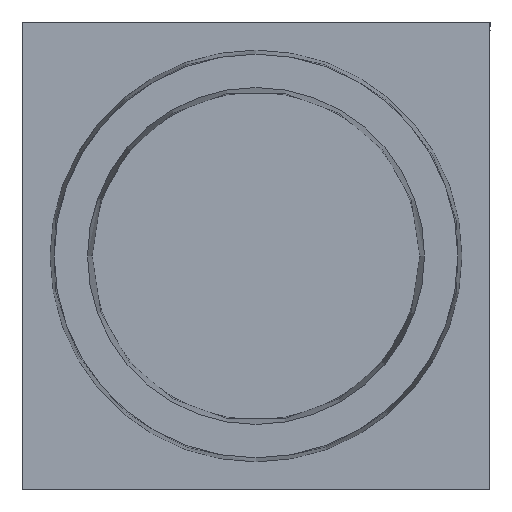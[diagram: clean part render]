
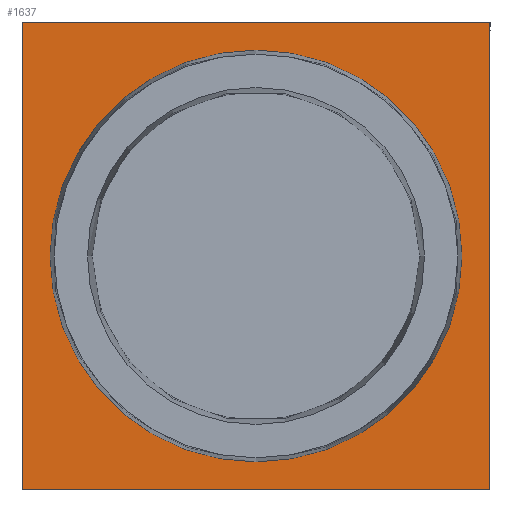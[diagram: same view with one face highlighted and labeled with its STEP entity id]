
A CAD part, front view. The second image highlights one B-rep face of the part: STEP entity #1637.
In plain terms, the highlighted planar face has unit normal (0, -1, 0).
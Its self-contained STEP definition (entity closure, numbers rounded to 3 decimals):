
#1 = DIRECTION ( 'NONE',  ( -1., 0., 0. ) ) ;
#47 = VERTEX_POINT ( 'NONE', #989 ) ;
#143 = EDGE_CURVE ( 'NONE', #207, #2725, #1139, .T. ) ;
#165 = ORIENTED_EDGE ( 'NONE', *, *, #786, .F. ) ;
#207 = VERTEX_POINT ( 'NONE', #2810 ) ;
#283 = ORIENTED_EDGE ( 'NONE', *, *, #758, .F. ) ;
#332 = ORIENTED_EDGE ( 'NONE', *, *, #2372, .T. ) ;
#404 = DIRECTION ( 'NONE',  ( 0., 0., 1. ) ) ;
#426 = CARTESIAN_POINT ( 'NONE',  ( 0., 0., -22. ) ) ;
#437 = CIRCLE ( 'NONE', #2026, 22. ) ;
#653 = CARTESIAN_POINT ( 'NONE',  ( 25., 0., 25. ) ) ;
#663 = EDGE_CURVE ( 'NONE', #2826, #207, #1295, .T. ) ;
#713 = CARTESIAN_POINT ( 'NONE',  ( 25., 0., -25. ) ) ;
#758 = EDGE_CURVE ( 'NONE', #2725, #47, #2732, .T. ) ;
#760 = EDGE_LOOP ( 'NONE', ( #3198, #165, #283, #2135 ) ) ;
#783 = DIRECTION ( 'NONE',  ( 0., 1., 0. ) ) ;
#786 = EDGE_CURVE ( 'NONE', #47, #2826, #2893, .T. ) ;
#792 = CIRCLE ( 'NONE', #2803, 22. ) ;
#872 = FACE_BOUND ( 'NONE', #2352, .T. ) ;
#961 = CARTESIAN_POINT ( 'NONE',  ( 0., 0., 0. ) ) ;
#989 = CARTESIAN_POINT ( 'NONE',  ( -25., 0., 25. ) ) ;
#1024 = VECTOR ( 'NONE', #2756, 1000. ) ;
#1042 = DIRECTION ( 'NONE',  ( 0., 0., 1. ) ) ;
#1139 = LINE ( 'NONE', #2041, #3134 ) ;
#1170 = VERTEX_POINT ( 'NONE', #426 ) ;
#1295 = LINE ( 'NONE', #713, #1024 ) ;
#1463 = DIRECTION ( 'NONE',  ( 0., 0., 1. ) ) ;
#1467 = EDGE_CURVE ( 'NONE', #1170, #2593, #437, .T. ) ;
#1637 = ADVANCED_FACE ( 'NONE', ( #3142, #872 ), #2669, .F. ) ;
#1672 = CARTESIAN_POINT ( 'NONE',  ( 25., 0., 25. ) ) ;
#1776 = DIRECTION ( 'NONE',  ( 0., 0., 1. ) ) ;
#1787 = CARTESIAN_POINT ( 'NONE',  ( 0., 0., 0. ) ) ;
#1917 = DIRECTION ( 'NONE',  ( 0., 1., 0. ) ) ;
#2026 = AXIS2_PLACEMENT_3D ( 'NONE', #1787, #783, #1042 ) ;
#2041 = CARTESIAN_POINT ( 'NONE',  ( -25., 0., -25. ) ) ;
#2135 = ORIENTED_EDGE ( 'NONE', *, *, #143, .F. ) ;
#2191 = DIRECTION ( 'NONE',  ( 0., 1., 0. ) ) ;
#2284 = VECTOR ( 'NONE', #1776, 1000. ) ;
#2287 = CARTESIAN_POINT ( 'NONE',  ( -25., 0., 25. ) ) ;
#2352 = EDGE_LOOP ( 'NONE', ( #332, #2431 ) ) ;
#2372 = EDGE_CURVE ( 'NONE', #2593, #1170, #792, .T. ) ;
#2431 = ORIENTED_EDGE ( 'NONE', *, *, #1467, .T. ) ;
#2550 = DIRECTION ( 'NONE',  ( 1., 0., 0. ) ) ;
#2564 = AXIS2_PLACEMENT_3D ( 'NONE', #653, #1917, #404 ) ;
#2566 = CARTESIAN_POINT ( 'NONE',  ( -25., 0., -25. ) ) ;
#2591 = CARTESIAN_POINT ( 'NONE',  ( 0., 0., 22. ) ) ;
#2593 = VERTEX_POINT ( 'NONE', #2591 ) ;
#2669 = PLANE ( 'NONE',  #2564 ) ;
#2725 = VERTEX_POINT ( 'NONE', #2890 ) ;
#2732 = LINE ( 'NONE', #2566, #2284 ) ;
#2756 = DIRECTION ( 'NONE',  ( 0., 0., -1. ) ) ;
#2803 = AXIS2_PLACEMENT_3D ( 'NONE', #961, #2191, #1463 ) ;
#2807 = VECTOR ( 'NONE', #2550, 1000. ) ;
#2810 = CARTESIAN_POINT ( 'NONE',  ( 25., 0., -25. ) ) ;
#2826 = VERTEX_POINT ( 'NONE', #1672 ) ;
#2890 = CARTESIAN_POINT ( 'NONE',  ( -25., 0., -25. ) ) ;
#2893 = LINE ( 'NONE', #2287, #2807 ) ;
#3134 = VECTOR ( 'NONE', #1, 1000. ) ;
#3142 = FACE_OUTER_BOUND ( 'NONE', #760, .T. ) ;
#3198 = ORIENTED_EDGE ( 'NONE', *, *, #663, .F. ) ;
